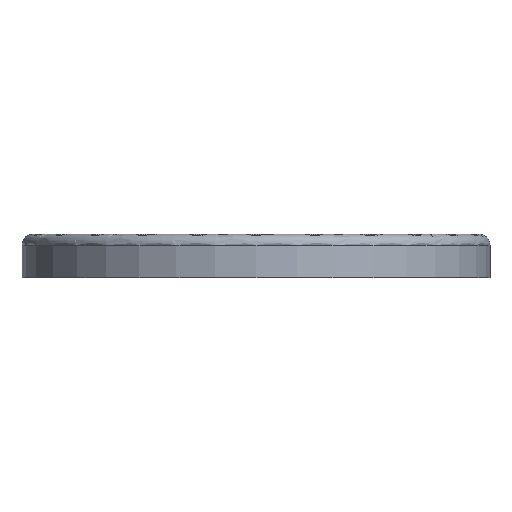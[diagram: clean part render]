
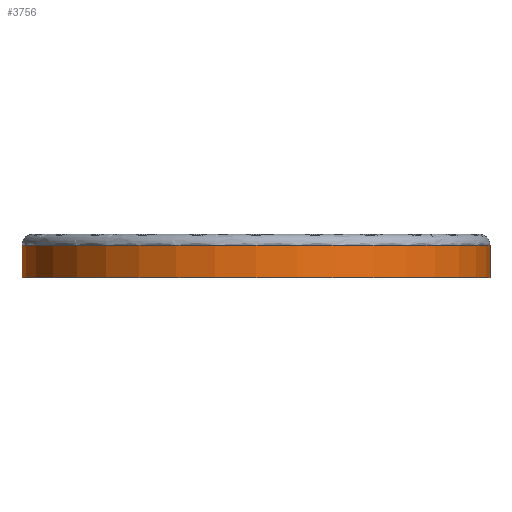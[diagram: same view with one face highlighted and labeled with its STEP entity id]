
A CAD part, front view. The second image highlights one B-rep face of the part: STEP entity #3756.
In plain terms, the highlighted cylindrical face has radius 860 mm (diameter 1720 mm), a full revolution.
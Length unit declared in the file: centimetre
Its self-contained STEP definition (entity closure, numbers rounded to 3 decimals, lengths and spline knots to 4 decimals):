
#519=FACE_OUTER_BOUND('',#792,.T.);
#792=EDGE_LOOP('',(#3277,#3278,#3279,#3280,#3281));
#1216=CIRCLE('',#4482,86.);
#1217=CIRCLE('',#4483,86.);
#1275=CIRCLE('',#4567,86.);
#1662=VERTEX_POINT('',#7785);
#1663=VERTEX_POINT('',#7787);
#1666=VERTEX_POINT('',#7876);
#2201=EDGE_CURVE('',#1662,#1663,#1216,.T.);
#2202=EDGE_CURVE('',#1663,#1662,#1217,.T.);
#2261=EDGE_CURVE('',#1666,#1666,#1275,.T.);
#2262=EDGE_CURVE('',#1663,#1666,#3898,.T.);
#3277=ORIENTED_EDGE('',*,*,#2201,.F.);
#3278=ORIENTED_EDGE('',*,*,#2202,.F.);
#3279=ORIENTED_EDGE('',*,*,#2262,.T.);
#3280=ORIENTED_EDGE('',*,*,#2261,.T.);
#3281=ORIENTED_EDGE('',*,*,#2262,.F.);
#3595=CYLINDRICAL_SURFACE('',#4568,86.);
#3756=ADVANCED_FACE('',(#519),#3595,.T.);
#3898=LINE('',#7879,#4034);
#4034=VECTOR('',#5775,86.);
#4482=AXIS2_PLACEMENT_3D('',#7788,#5600,#5601);
#4483=AXIS2_PLACEMENT_3D('',#7789,#5602,#5603);
#4567=AXIS2_PLACEMENT_3D('',#7877,#5771,#5772);
#4568=AXIS2_PLACEMENT_3D('',#7878,#5773,#5774);
#5600=DIRECTION('center_axis',(0.,0.,
1.));
#5601=DIRECTION('ref_axis',(1.,0.,0.));
#5602=DIRECTION('center_axis',(0.,0.,
1.));
#5603=DIRECTION('ref_axis',(1.,0.,0.));
#5771=DIRECTION('center_axis',(0.,0.,
1.));
#5772=DIRECTION('ref_axis',(1.,0.,0.));
#5773=DIRECTION('center_axis',(0.,0.,
1.));
#5774=DIRECTION('ref_axis',(-1.,0.,0.));
#5775=DIRECTION('',(0.,0.,-1.));
#7785=CARTESIAN_POINT('',(0.,86.,12.));
#7787=CARTESIAN_POINT('',(86.,0.,12.));
#7788=CARTESIAN_POINT('Origin',(0.,0.,
12.));
#7789=CARTESIAN_POINT('Origin',(0.,0.,
12.));
#7876=CARTESIAN_POINT('',(86.,0.,0.));
#7877=CARTESIAN_POINT('Origin',(0.,0.,
0.));
#7878=CARTESIAN_POINT('Origin',(0.,0.,
6.));
#7879=CARTESIAN_POINT('',(86.,0.,6.));
